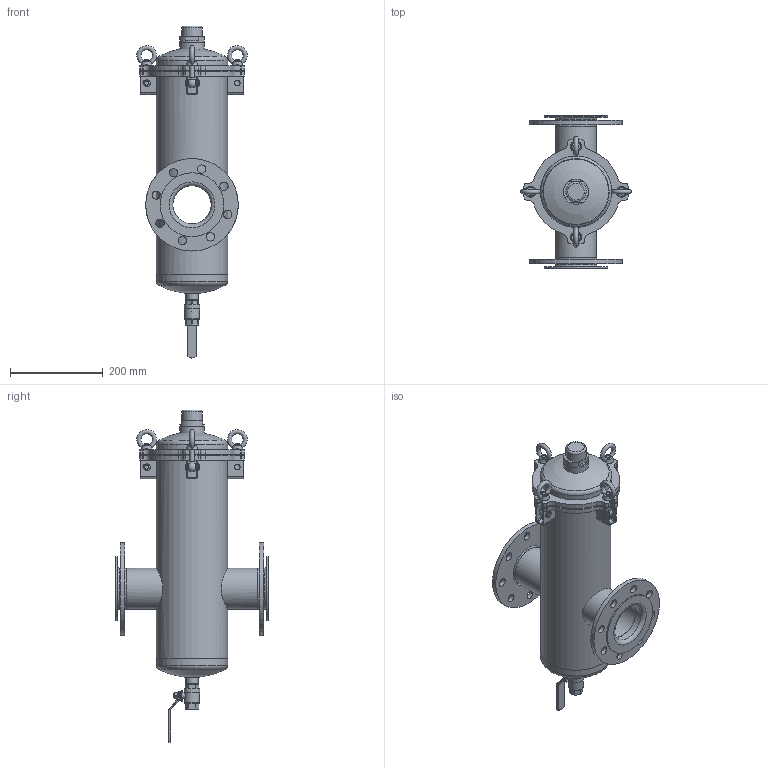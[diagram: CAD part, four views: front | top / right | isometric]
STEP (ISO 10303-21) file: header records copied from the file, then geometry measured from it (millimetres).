
FILE_DESCRIPTION(/* description */ ('Unknown'),/* implementation_level */ '2;1');
FILE_NAME(/* name */ 'RD21DN080 STP',/* time_stamp */ '2021-04-08T16:38:36+02:00',/* author */ ('Unknown'),/* organization */ ('Unknown'),/* preprocessor_version */ 'ST-DEVELOPER v16.7',/* originating_system */ 'Solid Edge',/* authorisation */ 'Unknown');
FILE_SCHEMA (('AUTOMOTIVE_DESIGN {1 0 10303 214 3 1 1}'));
Length unit declared in the file: millimetre
Products named in the file (23): RD21DN080 STP; 3-004-1; 3-006-1; 1-012-1; MUFNA G 1_2 HALF; BALL VALVE 1_2  MF; BALL VALVE MF G1_2 MF PART1; BALL VALVE MF G1_2 MF PART2; KROUZEK LEMOVY DN 80; PRIRUBA TOCIVA  DN 80; 1-001-1; 1-027-1; 1-021-1; KROUZEK POJISTNY  A9 DIN471; ŠROUB S OKEM M10 DIN 444B A2; O KROUZEK NBR 70 ShA 158,12x6,99; 1-002-1; 1-011-1; MATICE M10 S OKEM DIN 582 A2 ; 1-016-1; 1-018-1; O KROUZEK 38X4 NBR 70 Sha; 1-020-1
Assembly tree (40 placements, depth 3):
  RD21DN080 STP
    3-004-1
    3-006-1  x2
    1-012-1
    MUFNA G 1_2 HALF
    BALL VALVE 1_2  MF
      BALL VALVE MF G1_2 MF PART1
      BALL VALVE MF G1_2 MF PART2
    KROUZEK LEMOVY DN 80  x2
    PRIRUBA TOCIVA  DN 80  x2
    1-001-1
    1-027-1  x4
    1-021-1  x4
    KROUZEK POJISTNY  A9 DIN471  x4
    ŠROUB S OKEM M10 DIN 444B A2  x4
    O KROUZEK NBR 70 ShA 158,12x6,99
    1-002-1
    1-011-1
    MATICE M10 S OKEM DIN 582 A2   x4
    1-016-1
    1-018-1
    O KROUZEK 38X4 NBR 70 Sha
    1-020-1
Bounding box: 238.89 x 330 x 717.3 mm (x, y, z)
Volume: 1605042.6 mm3; surface area: 965760 mm2
Topology: 39 solids, 39 shells, 718 faces, 1791 edges, 1179 vertices
Faces by surface type: plane 302, cylinder 300, cone 66, torus 33, sphere 9, bspline 8
Full cylindrical faces by diameter (mm): 1.47 x8, 7 x1, 7.5 x1, 8 x1, 8.376 x4, 9 x4, 10 x16, 10.5 x4, 11 x9, 12 x5, 15 x3, 18 x16, 18.631 x2, 20.955 x1, 26 x1, 26.5 x1, 27 x1, 30 x1, 30.291 x1, 31 x1, 32.5 x1, 33.2 x1, 33.249 x1, 34 x1, 35 x1, 36.376 x1, 38 x3, 39.2 x1, 44 x1, 46 x1
Entity records: 18774 total; most frequent: CARTESIAN_POINT 6106, DIRECTION 2397, ORIENTED_EDGE 2046, EDGE_CURVE 1023, AXIS2_PLACEMENT_3D 970, VERTEX_POINT 737, EDGE_LOOP 704, FACE_BOUND 704
